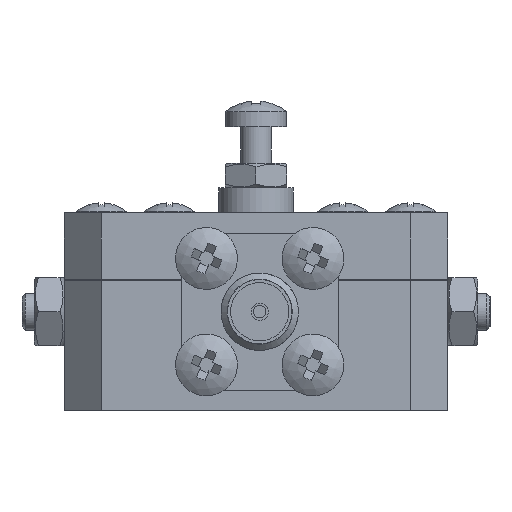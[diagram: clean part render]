
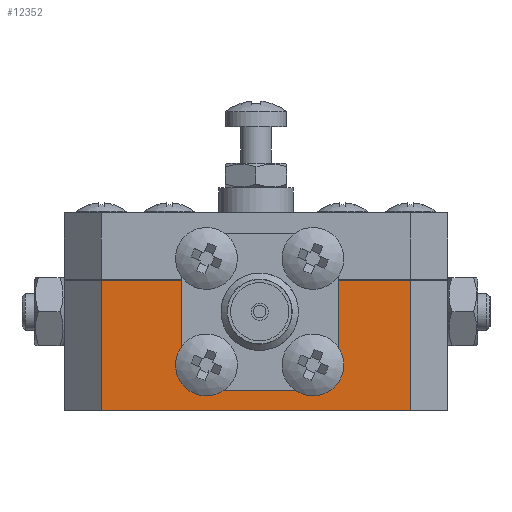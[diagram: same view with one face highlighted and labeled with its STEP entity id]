
A CAD part, left-side view. The second image highlights one B-rep face of the part: STEP entity #12352.
In plain terms, the highlighted planar face has unit normal (-1, 0, 0).
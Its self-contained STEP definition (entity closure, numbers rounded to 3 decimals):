
#12352=ADVANCED_FACE('',(#31994),#31996,.F.);
#31994=FACE_BOUND('',#31995,.T.);
#31995=EDGE_LOOP('',(#43602,#43603,#43604,#43605,#43606,#43607,#43608,#43609,#43610,
#43611));
#31996=PLANE('',#31997);
#31997=AXIS2_PLACEMENT_3D('',#31998,#31999,#32000);
#31998=CARTESIAN_POINT('',(-52.5,12.5,13.));
#31999=DIRECTION('',(1.,0.,-0.));
#32000=DIRECTION('',(0.,1.,0.));
#43602=ORIENTED_EDGE('',*,*,#50818,.F.);
#43603=ORIENTED_EDGE('',*,*,#50819,.F.);
#43604=ORIENTED_EDGE('',*,*,#50820,.F.);
#43605=ORIENTED_EDGE('',*,*,#50821,.F.);
#43606=ORIENTED_EDGE('',*,*,#50822,.F.);
#43607=ORIENTED_EDGE('',*,*,#50803,.F.);
#43608=ORIENTED_EDGE('',*,*,#50817,.T.);
#43609=ORIENTED_EDGE('',*,*,#50823,.T.);
#43610=ORIENTED_EDGE('',*,*,#50824,.F.);
#43611=ORIENTED_EDGE('',*,*,#50825,.F.);
#50803=EDGE_CURVE('',#57757,#57759,#57760,.T.);
#50817=EDGE_CURVE('',#57757,#57781,#57783,.T.);
#50818=EDGE_CURVE('',#57784,#57785,#57786,.T.);
#50819=EDGE_CURVE('',#57787,#57784,#57788,.T.);
#50820=EDGE_CURVE('',#57789,#57787,#57790,.T.);
#50821=EDGE_CURVE('',#57791,#57789,#57792,.T.);
#50822=EDGE_CURVE('',#57759,#57791,#57793,.T.);
#50823=EDGE_CURVE('',#57781,#57794,#57795,.T.);
#50824=EDGE_CURVE('',#57796,#57794,#57797,.T.);
#50825=EDGE_CURVE('',#57785,#57796,#57798,.T.);
#57757=VERTEX_POINT('',#97889);
#57759=VERTEX_POINT('',#97893);
#57760=LINE('',#97894,#97895);
#57781=VERTEX_POINT('',#97941);
#57783=LINE('',#97945,#97946);
#57784=VERTEX_POINT('',#97948);
#57785=VERTEX_POINT('',#97949);
#57786=LINE('',#97950,#97951);
#57787=VERTEX_POINT('',#97953);
#57788=LINE('',#97954,#97955);
#57789=VERTEX_POINT('',#97957);
#57790=LINE('',#97958,#97959);
#57791=VERTEX_POINT('',#97961);
#57792=LINE('',#97962,#97963);
#57793=LINE('',#97965,#97966);
#57794=VERTEX_POINT('',#97968);
#57795=LINE('',#97969,#97970);
#57796=VERTEX_POINT('',#97972);
#57797=LINE('',#97973,#97974);
#57798=LINE('',#97976,#97977);
#97889=CARTESIAN_POINT('',(-52.5,12.5,10.5));
#97893=CARTESIAN_POINT('',(-52.5,6.05,10.5));
#97894=CARTESIAN_POINT('',(-52.5,12.5,10.5));
#97895=VECTOR('',#97896,1.);
#97896=DIRECTION('',(0.,-1.,0.));
#97941=CARTESIAN_POINT('',(-52.5,12.5,0.));
#97945=CARTESIAN_POINT('',(-52.5,12.5,10.5));
#97946=VECTOR('',#97947,1.);
#97947=DIRECTION('',(0.,0.,-1.));
#97948=CARTESIAN_POINT('',(-52.5,-6.65,3.15));
#97949=CARTESIAN_POINT('',(-52.5,-6.65,10.5));
#97950=CARTESIAN_POINT('',(-52.5,-6.65,3.15));
#97951=VECTOR('',#97952,1.);
#97952=DIRECTION('',(0.,0.,1.));
#97953=CARTESIAN_POINT('',(-52.5,-5.15,1.65));
#97954=CARTESIAN_POINT('',(-52.5,-5.15,1.65));
#97955=VECTOR('',#97956,1.);
#97956=DIRECTION('',(0.,-0.707,0.707));
#97957=CARTESIAN_POINT('',(-52.5,4.55,1.65));
#97958=CARTESIAN_POINT('',(-52.5,4.55,1.65));
#97959=VECTOR('',#97960,1.);
#97960=DIRECTION('',(0.,-1.,0.));
#97961=CARTESIAN_POINT('',(-52.5,6.05,3.15));
#97962=CARTESIAN_POINT('',(-52.5,6.05,3.15));
#97963=VECTOR('',#97964,1.);
#97964=DIRECTION('',(0.,-0.707,-0.707));
#97965=CARTESIAN_POINT('',(-52.5,6.05,10.5));
#97966=VECTOR('',#97967,1.);
#97967=DIRECTION('',(0.,0.,-1.));
#97968=CARTESIAN_POINT('',(-52.5,-12.5,0.));
#97969=CARTESIAN_POINT('',(-52.5,12.5,0.));
#97970=VECTOR('',#97971,1.);
#97971=DIRECTION('',(0.,-1.,0.));
#97972=CARTESIAN_POINT('',(-52.5,-12.5,10.5));
#97973=CARTESIAN_POINT('',(-52.5,-12.5,10.5));
#97974=VECTOR('',#97975,1.);
#97975=DIRECTION('',(0.,0.,-1.));
#97976=CARTESIAN_POINT('',(-52.5,-6.65,10.5));
#97977=VECTOR('',#97978,1.);
#97978=DIRECTION('',(0.,-1.,0.));
